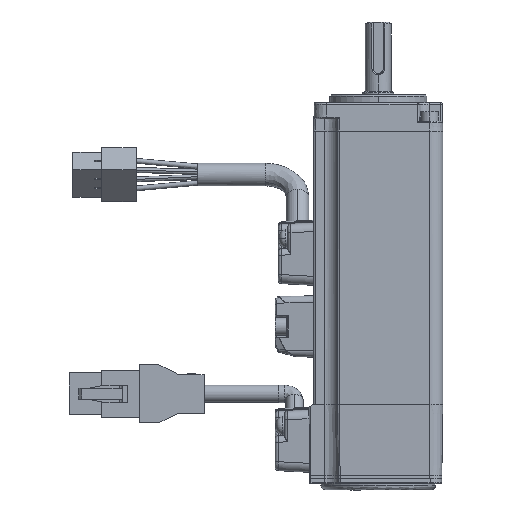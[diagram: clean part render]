
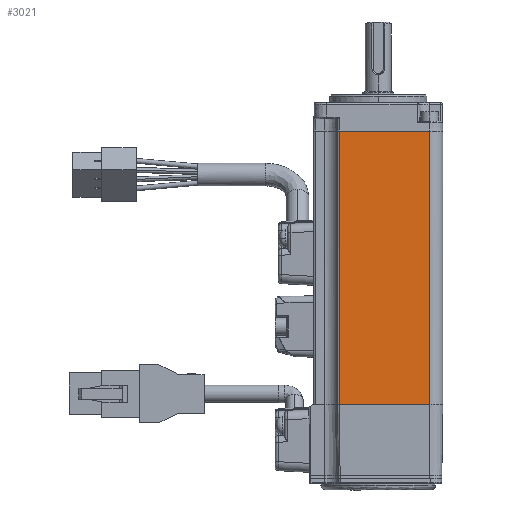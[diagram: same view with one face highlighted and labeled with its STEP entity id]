
A CAD part, left-side view. The second image highlights one B-rep face of the part: STEP entity #3021.
In plain terms, the highlighted planar face has unit normal (-1, 0, 0).
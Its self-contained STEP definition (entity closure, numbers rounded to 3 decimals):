
#455 = VERTEX_POINT ( 'NONE', #15299 ) ;
#491 = EDGE_CURVE ( 'NONE', #16461, #455, #19707, .T. ) ;
#3021 = ADVANCED_FACE ( 'NONE', ( #8704 ), #20339, .T. ) ;
#3718 = CARTESIAN_POINT ( 'NONE',  ( -19.995, 12.095, -79. ) ) ;
#4043 = ORIENTED_EDGE ( 'NONE', *, *, #25841, .T. ) ;
#5324 = B_SPLINE_CURVE_WITH_KNOTS ( 'NONE', 3,
 ( #12622, #6841, #6585, #14714 ),
 .UNSPECIFIED., .F., .F.,
 ( 4, 4 ),
 ( 0., 1. ),
 .UNSPECIFIED. ) ;
#5481 = VECTOR ( 'NONE', #7805, 1000. ) ;
#5570 = EDGE_CURVE ( 'NONE', #23455, #16461, #12590, .T. ) ;
#5861 = CARTESIAN_POINT ( 'NONE',  ( -19.995, 12.095, -79. ) ) ;
#6585 = CARTESIAN_POINT ( 'NONE',  ( -20., 12.055, 5.7 ) ) ;
#6677 = CARTESIAN_POINT ( 'NONE',  ( -20., -6.635, -79. ) ) ;
#6841 = CARTESIAN_POINT ( 'NONE',  ( -19.999, 12.076, 5.7 ) ) ;
#6889 = CARTESIAN_POINT ( 'NONE',  ( -20., -1.95, 5.7 ) ) ;
#7805 = DIRECTION ( 'NONE',  ( 0., 0., 1. ) ) ;
#7843 = CARTESIAN_POINT ( 'NONE',  ( -19.998, 12.097, 5.7 ) ) ;
#7927 = B_SPLINE_CURVE_WITH_KNOTS ( 'NONE', 3,
 ( #7843, #15846, #23804, #5861 ),
 .UNSPECIFIED., .F., .F.,
 ( 4, 4 ),
 ( 0., 1. ),
 .UNSPECIFIED. ) ;
#8036 = CARTESIAN_POINT ( 'NONE',  ( -19.995, 12.095, -79. ) ) ;
#8370 = ORIENTED_EDGE ( 'NONE', *, *, #5570, .T. ) ;
#8434 = DIRECTION ( 'NONE',  ( 0., 0., 1. ) ) ;
#8657 = EDGE_CURVE ( 'NONE', #25033, #23455, #7927, .T. ) ;
#8704 = FACE_OUTER_BOUND ( 'NONE', #23884, .T. ) ;
#10152 = ORIENTED_EDGE ( 'NONE', *, *, #8657, .T. ) ;
#10330 = DIRECTION ( 'NONE',  ( 0., 1., 0. ) ) ;
#10760 = CARTESIAN_POINT ( 'NONE',  ( -20., 2.73, -79. ) ) ;
#11050 = EDGE_CURVE ( 'NONE', #25033, #21734, #5324, .T. ) ;
#12590 = B_SPLINE_CURVE_WITH_KNOTS ( 'NONE', 3,
 ( #8036, #10760, #6677, #22640 ),
 .UNSPECIFIED., .F., .F.,
 ( 4, 4 ),
 ( 0., 1. ),
 .UNSPECIFIED. ) ;
#12622 = CARTESIAN_POINT ( 'NONE',  ( -19.998, 12.097, 5.7 ) ) ;
#12677 = LINE ( 'NONE', #6889, #24959 ) ;
#14486 = ORIENTED_EDGE ( 'NONE', *, *, #11050, .F. ) ;
#14714 = CARTESIAN_POINT ( 'NONE',  ( -20., 12.033, 5.7 ) ) ;
#15299 = CARTESIAN_POINT ( 'NONE',  ( -20., -16., 5.7 ) ) ;
#15673 = CARTESIAN_POINT ( 'NONE',  ( -20., -16., -36.65 ) ) ;
#15846 = CARTESIAN_POINT ( 'NONE',  ( -20., 12.096, -12.91 ) ) ;
#16461 = VERTEX_POINT ( 'NONE', #24912 ) ;
#18377 = DIRECTION ( 'NONE',  ( -1., 0., 0. ) ) ;
#18530 = AXIS2_PLACEMENT_3D ( 'NONE', #24527, #18377, #8434 ) ;
#18739 = CARTESIAN_POINT ( 'NONE',  ( -19.998, 12.097, 5.7 ) ) ;
#19707 = LINE ( 'NONE', #15673, #5481 ) ;
#20339 = PLANE ( 'NONE',  #18530 ) ;
#21734 = VERTEX_POINT ( 'NONE', #23623 ) ;
#22640 = CARTESIAN_POINT ( 'NONE',  ( -19.995, -16., -79. ) ) ;
#23335 = ORIENTED_EDGE ( 'NONE', *, *, #491, .T. ) ;
#23455 = VERTEX_POINT ( 'NONE', #3718 ) ;
#23623 = CARTESIAN_POINT ( 'NONE',  ( -20., 12.033, 5.7 ) ) ;
#23804 = CARTESIAN_POINT ( 'NONE',  ( -20., 12.095, -41.144 ) ) ;
#23884 = EDGE_LOOP ( 'NONE', ( #4043, #14486, #10152, #8370, #23335 ) ) ;
#24527 = CARTESIAN_POINT ( 'NONE',  ( -20., -1.95, -36.65 ) ) ;
#24912 = CARTESIAN_POINT ( 'NONE',  ( -19.995, -16., -79. ) ) ;
#24959 = VECTOR ( 'NONE', #10330, 1000. ) ;
#25033 = VERTEX_POINT ( 'NONE', #18739 ) ;
#25841 = EDGE_CURVE ( 'NONE', #455, #21734, #12677, .T. ) ;
